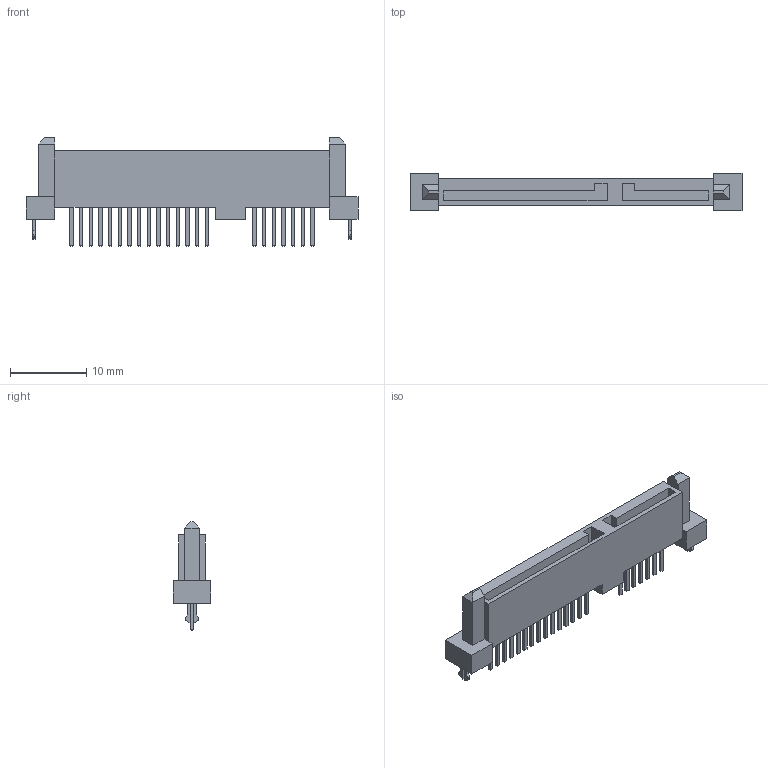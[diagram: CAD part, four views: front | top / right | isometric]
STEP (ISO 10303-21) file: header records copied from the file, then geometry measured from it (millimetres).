
FILE_DESCRIPTION(/* description */ ('','CAx-IF Rec.Pracs.---Representation and Presentation of Product Manufacturing Information (PMI)---4.0---2014-10-13'),/* implementation_level */ '2;1');
FILE_NAME(/* name */ 'SATA Female.step',/* time_stamp */ '2025-02-16T14:35:37-08:00',/* author */ (''),/* organization */ (''),/* preprocessor_version */ 'ST-DEVELOPER v20',/* originating_system */ 'Autodesk Translation Framework v13.20.0.188',/* authorisation */ '');
FILE_SCHEMA (('AP242_MANAGED_MODEL_BASED_3D_ENGINEERING_MIM_LF { 1 0 10303 442 1 1 4 }'));
Length unit declared in the file: millimetre
Products named in the file (1): SATA Female
Bounding box: 43.6 x 4.9 x 14.2 mm (x, y, z)
Volume: 815.2 mm3; surface area: 1816.9 mm2
Topology: 27 solids, 27 shells, 307 faces, 650 edges, 400 vertices
Faces by surface type: plane 299, bspline 8
Entity records: 8177 total; most frequent: CARTESIAN_POINT 1670, ORIENTED_EDGE 1300, DIRECTION 1234, EDGE_CURVE 650, LINE 634, VECTOR 634, VERTEX_POINT 400, EDGE_LOOP 310
